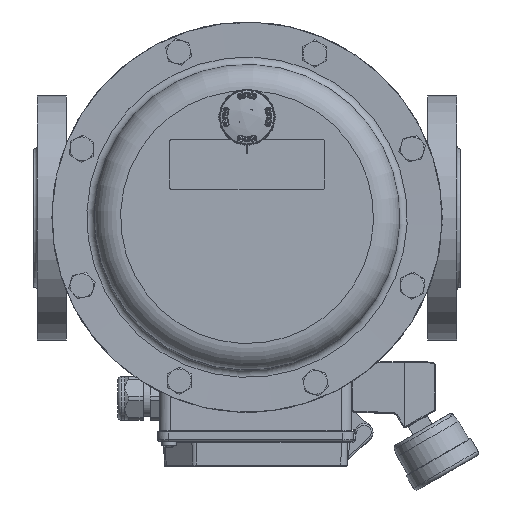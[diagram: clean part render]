
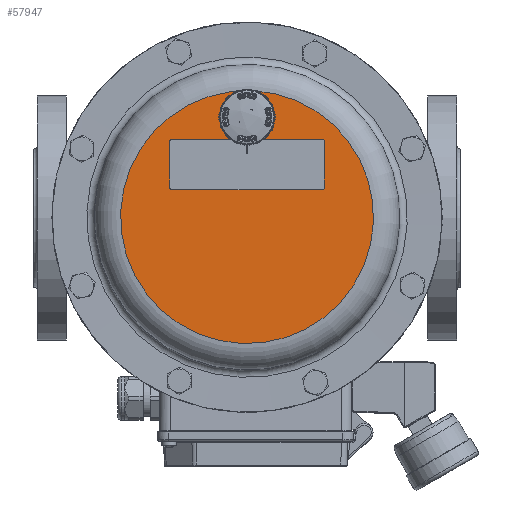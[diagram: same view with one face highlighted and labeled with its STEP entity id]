
A CAD part, top view. The second image highlights one B-rep face of the part: STEP entity #57947.
In plain terms, the highlighted planar face has unit normal (0, 0, 1).
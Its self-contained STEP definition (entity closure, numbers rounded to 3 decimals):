
#6746=LINE('',#115586,#10029);
#6750=LINE('',#115595,#10033);
#6753=LINE('',#115603,#10036);
#6756=LINE('',#115611,#10039);
#10029=VECTOR('',#74399,1000.);
#10033=VECTOR('',#74409,1000.);
#10036=VECTOR('',#74418,1000.);
#10039=VECTOR('',#74427,1000.);
#11225=FACE_BOUND('',#16920,.T.);
#11226=FACE_BOUND('',#16921,.T.);
#13493=FACE_OUTER_BOUND('',#16919,.T.);
#16919=EDGE_LOOP('',(#45927));
#16920=EDGE_LOOP('',(#45928,#45929,#45930,#45931,#45932,#45933,#45934,#45935));
#16921=EDGE_LOOP('',(#45936,#45937));
#19563=CIRCLE('',#62097,10.35);
#19633=CIRCLE('',#62194,69.65);
#19886=CIRCLE('',#62755,1.);
#19887=CIRCLE('',#62758,1.);
#19888=CIRCLE('',#62761,1.);
#19889=CIRCLE('',#62764,1.);
#19890=CIRCLE('',#62814,10.35);
#23910=VERTEX_POINT('',#112240);
#23911=VERTEX_POINT('',#112241);
#23997=VERTEX_POINT('',#112825);
#24479=VERTEX_POINT('',#115584);
#24480=VERTEX_POINT('',#115585);
#24481=VERTEX_POINT('',#115590);
#24482=VERTEX_POINT('',#115594);
#24483=VERTEX_POINT('',#115598);
#24484=VERTEX_POINT('',#115602);
#24485=VERTEX_POINT('',#115606);
#24486=VERTEX_POINT('',#115610);
#30899=EDGE_CURVE('',#23910,#23911,#19563,.T.);
#31016=EDGE_CURVE('',#23997,#23997,#19633,.T.);
#31790=EDGE_CURVE('',#24479,#24480,#6746,.T.);
#31793=EDGE_CURVE('',#24480,#24481,#19886,.T.);
#31795=EDGE_CURVE('',#24481,#24482,#6750,.T.);
#31797=EDGE_CURVE('',#24482,#24483,#19887,.T.);
#31799=EDGE_CURVE('',#24483,#24484,#6753,.T.);
#31801=EDGE_CURVE('',#24484,#24485,#19888,.T.);
#31803=EDGE_CURVE('',#24485,#24486,#6756,.T.);
#31805=EDGE_CURVE('',#24486,#24479,#19889,.T.);
#31878=EDGE_CURVE('',#23911,#23910,#19890,.T.);
#45927=ORIENTED_EDGE('',*,*,#31016,.F.);
#45928=ORIENTED_EDGE('',*,*,#31805,.F.);
#45929=ORIENTED_EDGE('',*,*,#31803,.F.);
#45930=ORIENTED_EDGE('',*,*,#31801,.F.);
#45931=ORIENTED_EDGE('',*,*,#31799,.F.);
#45932=ORIENTED_EDGE('',*,*,#31797,.F.);
#45933=ORIENTED_EDGE('',*,*,#31795,.F.);
#45934=ORIENTED_EDGE('',*,*,#31793,.F.);
#45935=ORIENTED_EDGE('',*,*,#31790,.F.);
#45936=ORIENTED_EDGE('',*,*,#31878,.T.);
#45937=ORIENTED_EDGE('',*,*,#30899,.T.);
#52151=PLANE('',#62813);
#57947=ADVANCED_FACE('',(#13493,#11225,#11226),#52151,.F.);
#62097=AXIS2_PLACEMENT_3D('',#112242,#72842,#72843);
#62194=AXIS2_PLACEMENT_3D('',#112827,#73062,#73063);
#62755=AXIS2_PLACEMENT_3D('',#115591,#74404,#74405);
#62758=AXIS2_PLACEMENT_3D('',#115599,#74413,#74414);
#62761=AXIS2_PLACEMENT_3D('',#115607,#74422,#74423);
#62764=AXIS2_PLACEMENT_3D('',#115614,#74431,#74432);
#62813=AXIS2_PLACEMENT_3D('',#115759,#74601,#74602);
#62814=AXIS2_PLACEMENT_3D('',#115760,#74603,#74604);
#72842=DIRECTION('center_axis',(0.,0.,
-1.));
#72843=DIRECTION('ref_axis',(-0.924,0.383,0.));
#73062=DIRECTION('center_axis',(0.,0.,
-1.));
#73063=DIRECTION('ref_axis',(-0.924,0.383,0.));
#74399=DIRECTION('',(0.,1.,0.));
#74404=DIRECTION('center_axis',(0.,0.,
1.));
#74405=DIRECTION('ref_axis',(0.,-1.,0.));
#74409=DIRECTION('',(-1.,0.,0.));
#74413=DIRECTION('center_axis',(0.,0.,
1.));
#74414=DIRECTION('ref_axis',(0.,-1.,0.));
#74418=DIRECTION('',(0.,-1.,0.));
#74422=DIRECTION('center_axis',(0.,0.,
1.));
#74423=DIRECTION('ref_axis',(0.,-1.,0.));
#74427=DIRECTION('',(1.,0.,0.));
#74431=DIRECTION('center_axis',(0.,0.,
1.));
#74432=DIRECTION('ref_axis',(0.,-1.,0.));
#74601=DIRECTION('center_axis',(0.,0.,
-1.));
#74602=DIRECTION('ref_axis',(-0.924,0.383,0.));
#74603=DIRECTION('center_axis',(0.,0.,
-1.));
#74604=DIRECTION('ref_axis',(-0.924,0.383,0.));
#112240=CARTESIAN_POINT('',(0.,65.35,301.));
#112241=CARTESIAN_POINT('',(0.,44.65,301.));
#112242=CARTESIAN_POINT('Origin',(0.,55.,
301.));
#112825=CARTESIAN_POINT('',(64.348,-26.654,301.));
#112827=CARTESIAN_POINT('Origin',(0.,0.,
301.));
#115584=CARTESIAN_POINT('',(42.5,16.,301.));
#115585=CARTESIAN_POINT('',(42.5,42.,301.));
#115586=CARTESIAN_POINT('',(42.5,16.,301.));
#115590=CARTESIAN_POINT('',(41.5,43.,301.));
#115591=CARTESIAN_POINT('Origin',(41.5,42.,301.));
#115594=CARTESIAN_POINT('',(-41.5,43.,301.));
#115595=CARTESIAN_POINT('',(41.5,43.,301.));
#115598=CARTESIAN_POINT('',(-42.5,42.,301.));
#115599=CARTESIAN_POINT('Origin',(-41.5,42.,301.));
#115602=CARTESIAN_POINT('',(-42.5,16.,301.));
#115603=CARTESIAN_POINT('',(-42.5,16.,301.));
#115606=CARTESIAN_POINT('',(-41.5,15.,301.));
#115607=CARTESIAN_POINT('Origin',(-41.5,16.,301.));
#115610=CARTESIAN_POINT('',(41.5,15.,301.));
#115611=CARTESIAN_POINT('',(41.5,15.,301.));
#115614=CARTESIAN_POINT('Origin',(41.5,16.,301.));
#115759=CARTESIAN_POINT('Origin',(0.,0.,
301.));
#115760=CARTESIAN_POINT('Origin',(0.,55.,
301.));
